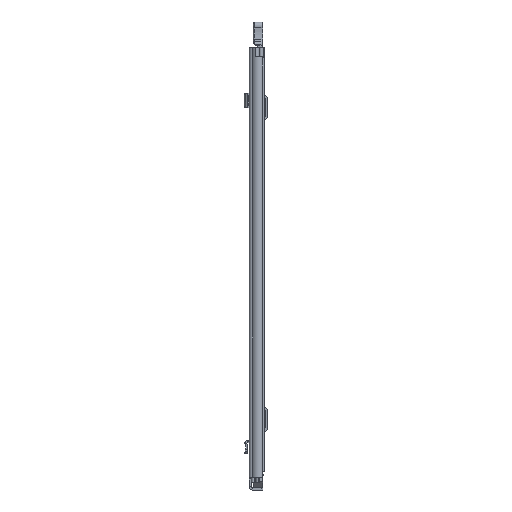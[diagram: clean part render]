
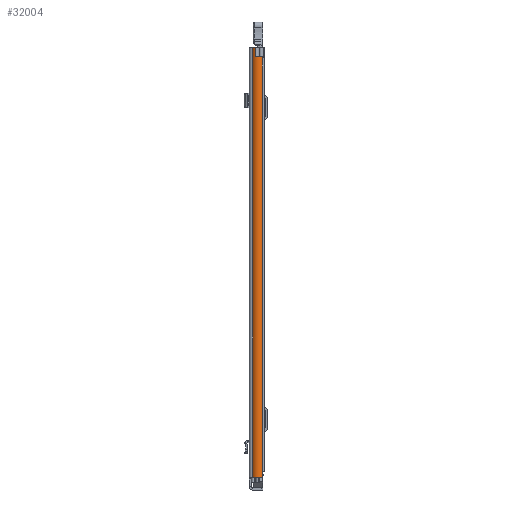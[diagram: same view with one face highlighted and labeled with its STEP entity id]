
A CAD part, front view. The second image highlights one B-rep face of the part: STEP entity #32004.
In plain terms, the highlighted cylindrical face has radius 7.6 mm (diameter 15.2 mm), a partial arc.
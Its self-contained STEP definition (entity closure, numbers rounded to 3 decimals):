
#37 = EDGE_CURVE ( 'NONE', #24050, #5585, #8285, .T. ) ;
#59 = LINE ( 'NONE', #30691, #1375 ) ;
#1375 = VECTOR ( 'NONE', #5123, 1000. ) ;
#4298 = CARTESIAN_POINT ( 'NONE',  ( 8.413, -37.778, -12.2 ) ) ;
#4708 = CARTESIAN_POINT ( 'NONE',  ( 16.488, -35.307, -558.8 ) ) ;
#5123 = DIRECTION ( 'NONE',  ( 0., 0., 1. ) ) ;
#5292 = DIRECTION ( 'NONE',  ( 0., 0., 1. ) ) ;
#5530 = ORIENTED_EDGE ( 'NONE', *, *, #34624, .T. ) ;
#5585 = VERTEX_POINT ( 'NONE', #20883 ) ;
#6286 = DIRECTION ( 'NONE',  ( 0., 0., 1. ) ) ;
#6476 = CARTESIAN_POINT ( 'NONE',  ( 10.602, -30.5, -558.8 ) ) ;
#8285 = CIRCLE ( 'NONE', #16616, 7.6 ) ;
#8910 = DIRECTION ( 'NONE',  ( 1., 0., 0. ) ) ;
#9414 = CARTESIAN_POINT ( 'NONE',  ( 5.244, -35.891, -542.8 ) ) ;
#10487 = CIRCLE ( 'NONE', #23546, 7.6 ) ;
#10836 = CARTESIAN_POINT ( 'NONE',  ( 10.602, -30.5, -542.8 ) ) ;
#11022 = DIRECTION ( 'NONE',  ( 1., 0., 0. ) ) ;
#11984 = ORIENTED_EDGE ( 'NONE', *, *, #23839, .F. ) ;
#12692 = EDGE_CURVE ( 'NONE', #22834, #5585, #30668, .T. ) ;
#12962 = DIRECTION ( 'NONE',  ( 1., 0., 0. ) ) ;
#13230 = ORIENTED_EDGE ( 'NONE', *, *, #37, .F. ) ;
#13356 = CARTESIAN_POINT ( 'NONE',  ( 16.488, -35.307, -542.8 ) ) ;
#13625 = AXIS2_PLACEMENT_3D ( 'NONE', #6476, #6286, #8910 ) ;
#16331 = ORIENTED_EDGE ( 'NONE', *, *, #18862, .T. ) ;
#16616 = AXIS2_PLACEMENT_3D ( 'NONE', #22080, #32890, #12962 ) ;
#16659 = AXIS2_PLACEMENT_3D ( 'NONE', #16924, #20265, #25885 ) ;
#16799 = DIRECTION ( 'NONE',  ( 0., 0., 1. ) ) ;
#16911 = VERTEX_POINT ( 'NONE', #23147 ) ;
#16924 = CARTESIAN_POINT ( 'NONE',  ( 10.602, -30.5, 0. ) ) ;
#17107 = CYLINDRICAL_SURFACE ( 'NONE', #13625, 7.6 ) ;
#18027 = VECTOR ( 'NONE', #16799, 1000. ) ;
#18862 = EDGE_CURVE ( 'NONE', #24050, #34579, #22385, .T. ) ;
#19833 = ORIENTED_EDGE ( 'NONE', *, *, #27386, .T. ) ;
#20265 = DIRECTION ( 'NONE',  ( 0., 0., -1. ) ) ;
#20883 = CARTESIAN_POINT ( 'NONE',  ( 16.488, -35.307, -12.2 ) ) ;
#22080 = CARTESIAN_POINT ( 'NONE',  ( 10.602, -30.5, -12.2 ) ) ;
#22181 = DIRECTION ( 'NONE',  ( 0., 0., 1. ) ) ;
#22385 = LINE ( 'NONE', #33756, #18027 ) ;
#22834 = VERTEX_POINT ( 'NONE', #13356 ) ;
#23147 = CARTESIAN_POINT ( 'NONE',  ( 5.244, -35.891, 0. ) ) ;
#23263 = CARTESIAN_POINT ( 'NONE',  ( 8.413, -37.778, 0. ) ) ;
#23546 = AXIS2_PLACEMENT_3D ( 'NONE', #10836, #22181, #11022 ) ;
#23839 = EDGE_CURVE ( 'NONE', #28338, #16911, #59, .T. ) ;
#24050 = VERTEX_POINT ( 'NONE', #4298 ) ;
#24510 = VECTOR ( 'NONE', #5292, 1000. ) ;
#25885 = DIRECTION ( 'NONE',  ( 1., 0., 0. ) ) ;
#27386 = EDGE_CURVE ( 'NONE', #28338, #22834, #10487, .T. ) ;
#28338 = VERTEX_POINT ( 'NONE', #9414 ) ;
#30668 = LINE ( 'NONE', #4708, #24510 ) ;
#30691 = CARTESIAN_POINT ( 'NONE',  ( 5.244, -35.891, -558.8 ) ) ;
#31787 = EDGE_LOOP ( 'NONE', ( #19833, #32477, #13230, #16331, #5530, #11984 ) ) ;
#31846 = FACE_OUTER_BOUND ( 'NONE', #31787, .T. ) ;
#32004 = ADVANCED_FACE ( 'NONE', ( #31846 ), #17107, .T. ) ;
#32477 = ORIENTED_EDGE ( 'NONE', *, *, #12692, .T. ) ;
#32731 = CIRCLE ( 'NONE', #16659, 7.6 ) ;
#32890 = DIRECTION ( 'NONE',  ( 0., 0., 1. ) ) ;
#33756 = CARTESIAN_POINT ( 'NONE',  ( 8.413, -37.778, -558.8 ) ) ;
#34579 = VERTEX_POINT ( 'NONE', #23263 ) ;
#34624 = EDGE_CURVE ( 'NONE', #34579, #16911, #32731, .T. ) ;
